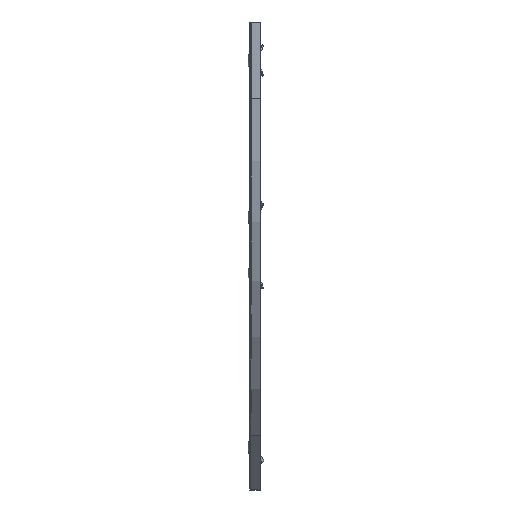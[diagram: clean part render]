
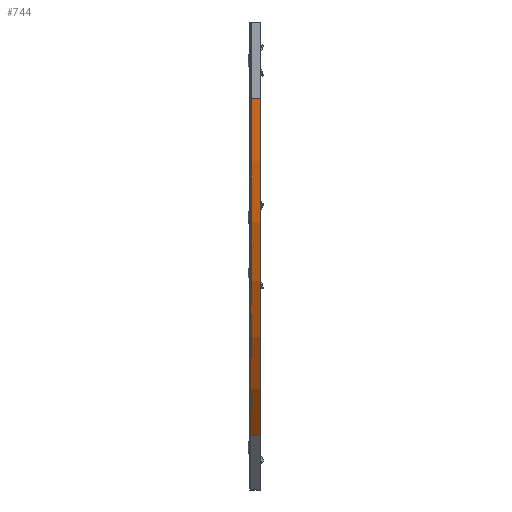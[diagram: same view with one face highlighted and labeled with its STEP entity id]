
A CAD part, left-side view. The second image highlights one B-rep face of the part: STEP entity #744.
In plain terms, the highlighted cylindrical face has radius 652 mm (diameter 1304 mm), a partial arc.
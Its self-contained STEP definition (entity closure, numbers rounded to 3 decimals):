
#241 = CARTESIAN_POINT ( 'NONE',  ( 190.966, 14., -566.034 ) ) ;
#507 = DIRECTION ( 'NONE',  ( 0., 0., 1. ) ) ;
#744 = ADVANCED_FACE ( 'NONE', ( #4960 ), #3315, .T. ) ;
#869 = VERTEX_POINT ( 'NONE', #3965 ) ;
#1024 = AXIS2_PLACEMENT_3D ( 'NONE', #3159, #1180, #2652 ) ;
#1180 = DIRECTION ( 'NONE',  ( 0., -1., 0. ) ) ;
#1353 = CARTESIAN_POINT ( 'NONE',  ( 190.966, 0., -566.034 ) ) ;
#1396 = VECTOR ( 'NONE', #4840, 1000. ) ;
#1532 = CARTESIAN_POINT ( 'NONE',  ( 0., 0., -105. ) ) ;
#1683 = AXIS2_PLACEMENT_3D ( 'NONE', #6293, #1897, #507 ) ;
#1790 = LINE ( 'NONE', #3377, #1396 ) ;
#1897 = DIRECTION ( 'NONE',  ( 0., -1., 0. ) ) ;
#2032 = ORIENTED_EDGE ( 'NONE', *, *, #3593, .T. ) ;
#2652 = DIRECTION ( 'NONE',  ( 0., 0., -1. ) ) ;
#2766 = DIRECTION ( 'NONE',  ( 0., -1., 0. ) ) ;
#3159 = CARTESIAN_POINT ( 'NONE',  ( 652., 0., -105. ) ) ;
#3315 = CYLINDRICAL_SURFACE ( 'NONE', #6207, 652. ) ;
#3377 = CARTESIAN_POINT ( 'NONE',  ( 190.966, 0., -566.034 ) ) ;
#3560 = EDGE_CURVE ( 'NONE', #6288, #4136, #1790, .T. ) ;
#3593 = EDGE_CURVE ( 'NONE', #869, #6288, #4164, .T. ) ;
#3755 = EDGE_LOOP ( 'NONE', ( #5376, #2032, #3931, #4945 ) ) ;
#3931 = ORIENTED_EDGE ( 'NONE', *, *, #3560, .T. ) ;
#3965 = CARTESIAN_POINT ( 'NONE',  ( 0., 14., -105. ) ) ;
#4136 = VERTEX_POINT ( 'NONE', #1353 ) ;
#4164 = CIRCLE ( 'NONE', #1683, 652. ) ;
#4387 = CARTESIAN_POINT ( 'NONE',  ( 652., 0., -105. ) ) ;
#4840 = DIRECTION ( 'NONE',  ( 0., -1., 0. ) ) ;
#4945 = ORIENTED_EDGE ( 'NONE', *, *, #6007, .F. ) ;
#4960 = FACE_OUTER_BOUND ( 'NONE', #3755, .T. ) ;
#5151 = LINE ( 'NONE', #5679, #6289 ) ;
#5319 = VERTEX_POINT ( 'NONE', #1532 ) ;
#5376 = ORIENTED_EDGE ( 'NONE', *, *, #6082, .F. ) ;
#5679 = CARTESIAN_POINT ( 'NONE',  ( 0., 0., -105. ) ) ;
#5913 = CIRCLE ( 'NONE', #1024, 652. ) ;
#6007 = EDGE_CURVE ( 'NONE', #5319, #4136, #5913, .T. ) ;
#6082 = EDGE_CURVE ( 'NONE', #869, #5319, #5151, .T. ) ;
#6207 = AXIS2_PLACEMENT_3D ( 'NONE', #4387, #6278, #6291 ) ;
#6278 = DIRECTION ( 'NONE',  ( 0., -1., 0. ) ) ;
#6288 = VERTEX_POINT ( 'NONE', #241 ) ;
#6289 = VECTOR ( 'NONE', #2766, 1000. ) ;
#6291 = DIRECTION ( 'NONE',  ( 0., 0., -1. ) ) ;
#6293 = CARTESIAN_POINT ( 'NONE',  ( 652., 14., -105. ) ) ;
